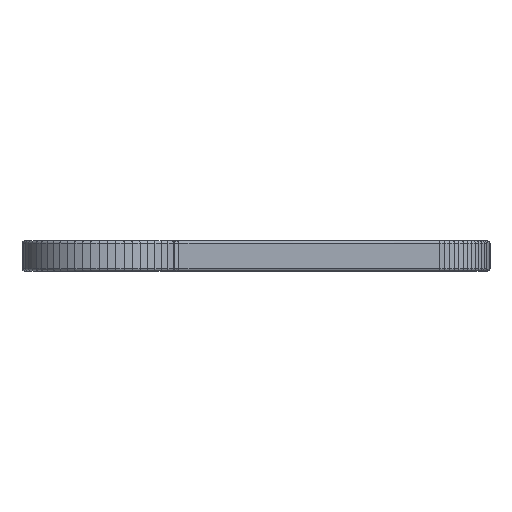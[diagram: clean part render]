
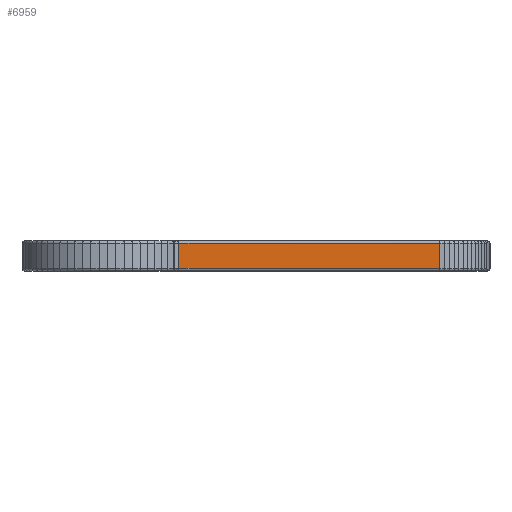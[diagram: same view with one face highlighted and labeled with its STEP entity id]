
A CAD part, top view. The second image highlights one B-rep face of the part: STEP entity #6959.
In plain terms, the highlighted planar face has unit normal (0, 0, 1).
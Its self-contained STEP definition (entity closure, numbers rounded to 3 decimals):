
#248=PLANE('',#7840);
#258=LINE('',#10476,#753);
#637=LINE('',#12528,#1132);
#727=LINE('',#12752,#1222);
#728=LINE('',#12754,#1223);
#753=VECTOR('',#8038,10.);
#1132=VECTOR('',#9783,10.);
#1222=VECTOR('',#10049,10.);
#1223=VECTOR('',#10052,10.);
#1828=FACE_OUTER_BOUND('',#2281,.T.);
#2281=EDGE_LOOP('',(#6197,#6198,#6199,#6200));
#2901=VERTEX_POINT('',#10466);
#2904=VERTEX_POINT('',#10474);
#3435=VERTEX_POINT('',#12492);
#3482=VERTEX_POINT('',#12750);
#3497=EDGE_CURVE('',#2904,#2901,#258,.T.);
#4317=EDGE_CURVE('',#2901,#3435,#637,.T.);
#4422=EDGE_CURVE('',#3482,#3435,#727,.T.);
#4423=EDGE_CURVE('',#3482,#2904,#728,.T.);
#6197=ORIENTED_EDGE('',*,*,#3497,.F.);
#6198=ORIENTED_EDGE('',*,*,#4423,.F.);
#6199=ORIENTED_EDGE('',*,*,#4422,.T.);
#6200=ORIENTED_EDGE('',*,*,#4317,.F.);
#6959=ADVANCED_FACE('',(#1828),#248,.T.);
#7840=AXIS2_PLACEMENT_3D('',#12753,#10050,#10051);
#8038=DIRECTION('',(0.,1.,0.));
#9783=DIRECTION('',(1.,0.,0.));
#10049=DIRECTION('',(0.,1.,0.));
#10050=DIRECTION('center_axis',(0.,0.,1.));
#10051=DIRECTION('ref_axis',(1.,0.,0.));
#10052=DIRECTION('',(-1.,0.,0.));
#10466=CARTESIAN_POINT('',(-15.323,5.5,10.));
#10474=CARTESIAN_POINT('',(-15.323,0.5,10.));
#10476=CARTESIAN_POINT('',(-15.323,3.,10.));
#12492=CARTESIAN_POINT('',(36.55,5.5,10.));
#12528=CARTESIAN_POINT('',(-15.621,5.5,10.));
#12750=CARTESIAN_POINT('',(36.55,0.5,10.));
#12752=CARTESIAN_POINT('',(36.55,0.,10.));
#12753=CARTESIAN_POINT('Origin',(-15.827,0.,
10.));
#12754=CARTESIAN_POINT('',(10.362,0.5,10.));
